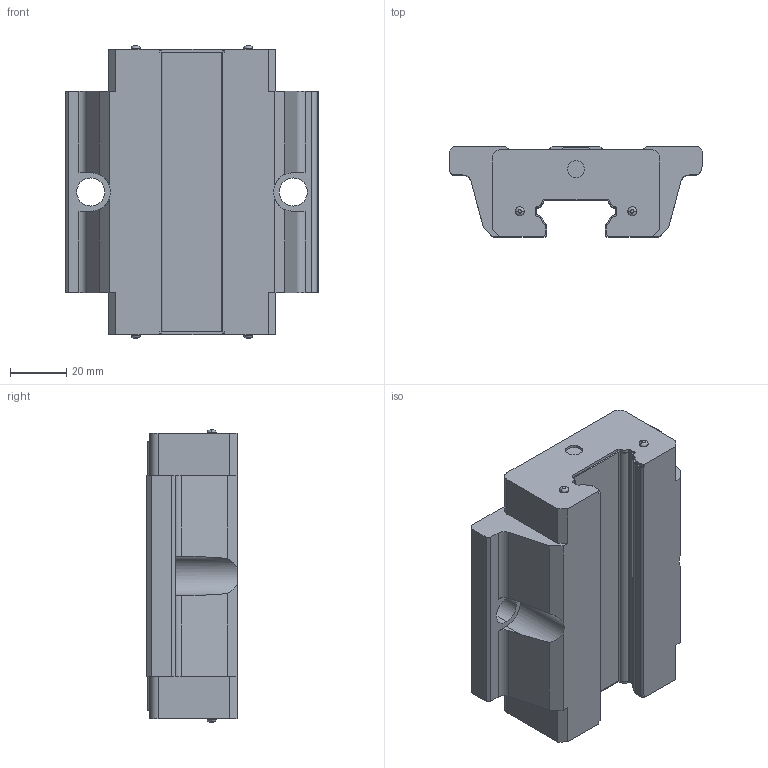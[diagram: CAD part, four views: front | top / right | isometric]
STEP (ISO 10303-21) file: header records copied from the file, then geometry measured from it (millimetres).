
FILE_DESCRIPTION (( 'STEP AP203' ), '1' );
FILE_NAME ('EGW30SC.STEP', '2007-01-16T10:22:13', ( 'HIWIN GmbH' ), ( '77654 Offenburg' ), 'SwSTEP 2.0', 'SolidWorks 2006104', '' );
FILE_SCHEMA (( 'CONFIG_CONTROL_DESIGN' ));
Length unit declared in the file: millimetre
Products named in the file (1): EGW30SC
Bounding box: 90 x 32 x 103.9 mm (x, y, z)
Volume: 190997.1 mm3; surface area: 29919.7 mm2
Topology: 1 solids, 1 shells, 180 faces, 500 edges, 331 vertices
Faces by surface type: plane 104, cylinder 68, torus 8
Entity records: 5867 total; most frequent: CARTESIAN_POINT 1042, DIRECTION 1004, ORIENTED_EDGE 1000, EDGE_CURVE 500, VECTOR 338, LINE 338, AXIS2_PLACEMENT_3D 333, VERTEX_POINT 331
